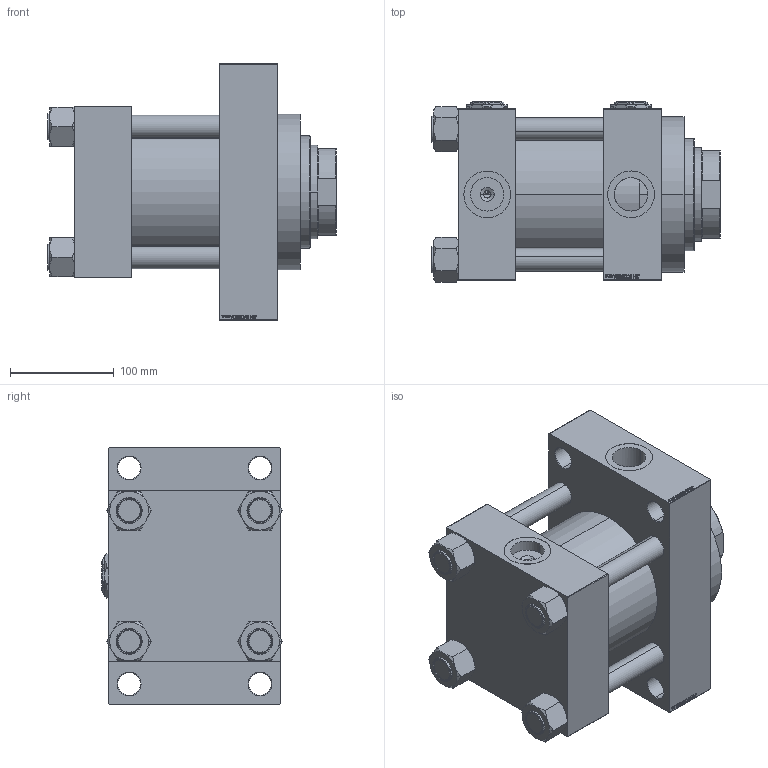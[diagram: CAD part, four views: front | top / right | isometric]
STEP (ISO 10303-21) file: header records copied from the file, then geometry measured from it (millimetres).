
FILE_DESCRIPTION (( 'STEP AP203' ), '1' );
FILE_NAME ('ad6d.STEP', '2022-04-16T01:21:14', ( '' ), ( '' ), 'SwSTEP 2.0', 'SolidWorks 2019', '' );
FILE_SCHEMA (( 'CONFIG_CONTROL_DESIGN' ));
Length unit declared in the file: millimetre
Products named in the file (7): V215CR_D_Body c0238ca7bc5a7278ec3abbbdf8df7a4e; Zatka_pro_OIL_PORT c0238ca7bc5a7278ec3abbbdf8df7a4e; V215_VC_A c0238ca7bc5a7278ec3abbbdf8df7a4e; ad6d; V215CR_D_TYCINKA c0238ca7bc5a7278ec3abbbdf8df7a4e; NUT_M5_D c0238ca7bc5a7278ec3abbbdf8df7a4e; V215CR_VCP_D c0238ca7bc5a7278ec3abbbdf8df7a4e
Assembly tree (13 placements, depth 2):
  ad6d
    V215CR_D_Body c0238ca7bc5a7278ec3abbbdf8df7a4e
    V215CR_VCP_D c0238ca7bc5a7278ec3abbbdf8df7a4e
    NUT_M5_D c0238ca7bc5a7278ec3abbbdf8df7a4e  x4
    V215CR_D_TYCINKA c0238ca7bc5a7278ec3abbbdf8df7a4e  x4
    V215_VC_A c0238ca7bc5a7278ec3abbbdf8df7a4e
    Zatka_pro_OIL_PORT c0238ca7bc5a7278ec3abbbdf8df7a4e  x2
Bounding box: 278 x 174.07 x 247 mm (x, y, z)
Volume: 5164426.2 mm3; surface area: 586394.8 mm2
Topology: 13 solids, 13 shells, 1260 faces, 3162 edges, 2046 vertices
Faces by surface type: plane 595, bspline 368, cone 186, cylinder 103, torus 8
Entity records: 50135 total; most frequent: CARTESIAN_POINT 25985, ORIENTED_EDGE 5396, DIRECTION 3576, EDGE_CURVE 2698, VERTEX_POINT 1766, LINE 1570, VECTOR 1570, EDGE_LOOP 1202
